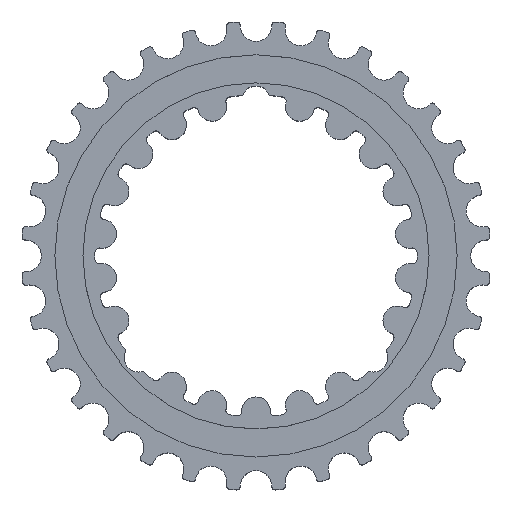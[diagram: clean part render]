
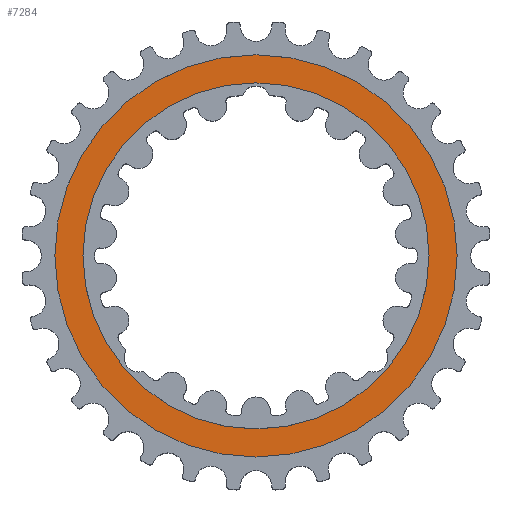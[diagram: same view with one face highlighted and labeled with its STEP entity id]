
A CAD part, top view. The second image highlights one B-rep face of the part: STEP entity #7284.
In plain terms, the highlighted planar face has unit normal (0, 0, 1).
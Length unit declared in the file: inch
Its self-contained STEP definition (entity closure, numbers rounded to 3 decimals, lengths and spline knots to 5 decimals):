
#16 = DIRECTION ( 'NONE',  ( 0., 0., 1. ) ) ;
#176 = DIRECTION ( 'NONE',  ( 0., 0., 1. ) ) ;
#235 = EDGE_LOOP ( 'NONE', ( #5494, #5885 ) ) ;
#723 = DIRECTION ( 'NONE',  ( 1., 0., 0. ) ) ;
#1082 = CARTESIAN_POINT ( 'NONE',  ( -1.15492, 0., 0.25625 ) ) ;
#1390 = DIRECTION ( 'NONE',  ( 0., 0., 1. ) ) ;
#1531 = CARTESIAN_POINT ( 'NONE',  ( 0., 0., 0.25625 ) ) ;
#1702 = EDGE_CURVE ( 'NONE', #8979, #2051, #6696, .T. ) ;
#2051 = VERTEX_POINT ( 'NONE', #9774 ) ;
#2387 = PLANE ( 'NONE',  #7876 ) ;
#2411 = AXIS2_PLACEMENT_3D ( 'NONE', #8953, #6584, #9005 ) ;
#2434 = EDGE_CURVE ( 'NONE', #8854, #7212, #7126, .T. ) ;
#2598 = DIRECTION ( 'NONE',  ( 1., 0., 0. ) ) ;
#2601 = ORIENTED_EDGE ( 'NONE', *, *, #2434, .F. ) ;
#2650 = CARTESIAN_POINT ( 'NONE',  ( 0., 0., 0.25625 ) ) ;
#2694 = AXIS2_PLACEMENT_3D ( 'NONE', #1531, #1390, #7585 ) ;
#4124 = EDGE_CURVE ( 'NONE', #7212, #8854, #9694, .T. ) ;
#4491 = CARTESIAN_POINT ( 'NONE',  ( 0., 0., 0.25625 ) ) ;
#5115 = EDGE_LOOP ( 'NONE', ( #7159, #2601 ) ) ;
#5266 = CARTESIAN_POINT ( 'NONE',  ( 1.15492, 0., 0.25625 ) ) ;
#5411 = FACE_OUTER_BOUND ( 'NONE', #235, .T. ) ;
#5494 = ORIENTED_EDGE ( 'NONE', *, *, #1702, .T. ) ;
#5885 = ORIENTED_EDGE ( 'NONE', *, *, #9275, .T. ) ;
#5931 = AXIS2_PLACEMENT_3D ( 'NONE', #2650, #176, #2598 ) ;
#6584 = DIRECTION ( 'NONE',  ( 0., 0., 1. ) ) ;
#6696 = CIRCLE ( 'NONE', #2411, 1.34242 ) ;
#7126 = CIRCLE ( 'NONE', #2694, 1.15492 ) ;
#7159 = ORIENTED_EDGE ( 'NONE', *, *, #4124, .F. ) ;
#7212 = VERTEX_POINT ( 'NONE', #5266 ) ;
#7284 = ADVANCED_FACE ( 'NONE', ( #9126, #5411 ), #2387, .T. ) ;
#7525 = DIRECTION ( 'NONE',  ( 0., 0., 1. ) ) ;
#7585 = DIRECTION ( 'NONE',  ( 1., 0., 0. ) ) ;
#7644 = AXIS2_PLACEMENT_3D ( 'NONE', #4491, #7525, #723 ) ;
#7876 = AXIS2_PLACEMENT_3D ( 'NONE', #8392, #16, #8439 ) ;
#8308 = CIRCLE ( 'NONE', #5931, 1.34242 ) ;
#8392 = CARTESIAN_POINT ( 'NONE',  ( 0., 0., 0.25625 ) ) ;
#8439 = DIRECTION ( 'NONE',  ( 1., 0., 0. ) ) ;
#8603 = CARTESIAN_POINT ( 'NONE',  ( 1.34242, 0., 0.25625 ) ) ;
#8854 = VERTEX_POINT ( 'NONE', #1082 ) ;
#8953 = CARTESIAN_POINT ( 'NONE',  ( 0., 0., 0.25625 ) ) ;
#8979 = VERTEX_POINT ( 'NONE', #8603 ) ;
#9005 = DIRECTION ( 'NONE',  ( 1., 0., 0. ) ) ;
#9126 = FACE_BOUND ( 'NONE', #5115, .T. ) ;
#9275 = EDGE_CURVE ( 'NONE', #2051, #8979, #8308, .T. ) ;
#9694 = CIRCLE ( 'NONE', #7644, 1.15492 ) ;
#9774 = CARTESIAN_POINT ( 'NONE',  ( -1.34242, 0., 0.25625 ) ) ;
